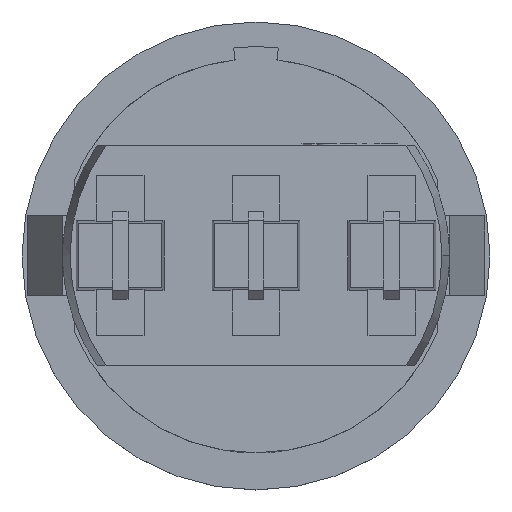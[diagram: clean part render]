
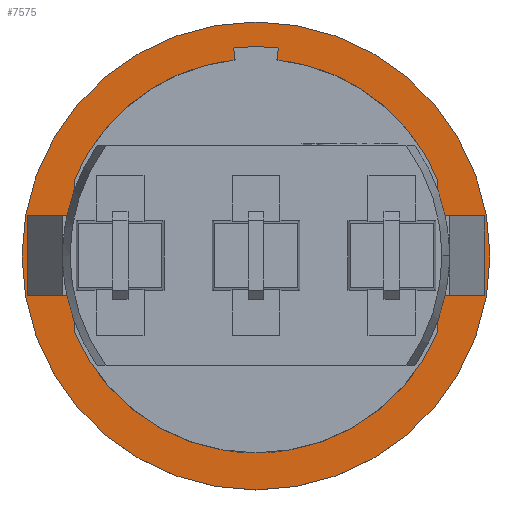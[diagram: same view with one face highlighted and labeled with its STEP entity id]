
A CAD part, top view. The second image highlights one B-rep face of the part: STEP entity #7575.
In plain terms, the highlighted planar face has unit normal (0, 0, 1).
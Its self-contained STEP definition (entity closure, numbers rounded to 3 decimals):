
#141 = AXIS2_PLACEMENT_3D ( 'NONE', #4213, #6714, #446 ) ;
#327 = VERTEX_POINT ( 'NONE', #6579 ) ;
#349 = CARTESIAN_POINT ( 'NONE',  ( 9.1, -2., -12.2 ) ) ;
#404 = CARTESIAN_POINT ( 'NONE',  ( 0., -11.7, -12.2 ) ) ;
#409 = VECTOR ( 'NONE', #8029, 1000. ) ;
#421 = CARTESIAN_POINT ( 'NONE',  ( 0., 0., -12.2 ) ) ;
#446 = DIRECTION ( 'NONE',  ( -1., 0., 0. ) ) ;
#482 = CARTESIAN_POINT ( 'NONE',  ( 0., 0., -12.2 ) ) ;
#612 = EDGE_CURVE ( 'NONE', #2421, #724, #6120, .T. ) ;
#637 = ORIENTED_EDGE ( 'NONE', *, *, #6021, .T. ) ;
#670 = AXIS2_PLACEMENT_3D ( 'NONE', #3304, #1480, #7054 ) ;
#724 = VERTEX_POINT ( 'NONE', #1377 ) ;
#757 = DIRECTION ( 'NONE',  ( 0., -1., 0. ) ) ;
#816 = VECTOR ( 'NONE', #6594, 1000. ) ;
#930 = VERTEX_POINT ( 'NONE', #2136 ) ;
#1069 = FACE_OUTER_BOUND ( 'NONE', #1886, .T. ) ;
#1086 = VERTEX_POINT ( 'NONE', #349 ) ;
#1111 = DIRECTION ( 'NONE',  ( 1., 0., 0. ) ) ;
#1288 = VERTEX_POINT ( 'NONE', #2371 ) ;
#1377 = CARTESIAN_POINT ( 'NONE',  ( -9.1, -2., -12.2 ) ) ;
#1396 = DIRECTION ( 'NONE',  ( 0., -1., 0. ) ) ;
#1467 = LINE ( 'NONE', #4584, #2799 ) ;
#1480 = DIRECTION ( 'NONE',  ( 0., 0., -1. ) ) ;
#1487 = ORIENTED_EDGE ( 'NONE', *, *, #7582, .T. ) ;
#1498 = CARTESIAN_POINT ( 'NONE',  ( 9.1, -3.77, -12.2 ) ) ;
#1555 = EDGE_CURVE ( 'NONE', #1753, #930, #5400, .T. ) ;
#1714 = LINE ( 'NONE', #5544, #4911 ) ;
#1753 = VERTEX_POINT ( 'NONE', #3339 ) ;
#1833 = CARTESIAN_POINT ( 'NONE',  ( 9.939, 2., -12.2 ) ) ;
#1886 = EDGE_LOOP ( 'NONE', ( #7271, #6400 ) ) ;
#1965 = ORIENTED_EDGE ( 'NONE', *, *, #5568, .T. ) ;
#2136 = CARTESIAN_POINT ( 'NONE',  ( -11.7, 0., -12.2 ) ) ;
#2154 = LINE ( 'NONE', #4092, #816 ) ;
#2323 = DIRECTION ( 'NONE',  ( 0., -1., 0. ) ) ;
#2371 = CARTESIAN_POINT ( 'NONE',  ( 9.1, 2., -12.2 ) ) ;
#2421 = VERTEX_POINT ( 'NONE', #3424 ) ;
#2450 = DIRECTION ( 'NONE',  ( 0., 1., 0. ) ) ;
#2519 = ORIENTED_EDGE ( 'NONE', *, *, #612, .T. ) ;
#2634 = VERTEX_POINT ( 'NONE', #5148 ) ;
#2780 = AXIS2_PLACEMENT_3D ( 'NONE', #421, #3647, #5588 ) ;
#2799 = VECTOR ( 'NONE', #757, 1000. ) ;
#2858 = FACE_BOUND ( 'NONE', #3666, .T. ) ;
#2977 = LINE ( 'NONE', #3550, #7029 ) ;
#3296 = ORIENTED_EDGE ( 'NONE', *, *, #4324, .F. ) ;
#3304 = CARTESIAN_POINT ( 'NONE',  ( 0., 0., -12.2 ) ) ;
#3339 = CARTESIAN_POINT ( 'NONE',  ( 11.7, 0., -12.2 ) ) ;
#3342 = CARTESIAN_POINT ( 'NONE',  ( -9.1, 2., -12.2 ) ) ;
#3424 = CARTESIAN_POINT ( 'NONE',  ( -9.1, -3.77, -12.2 ) ) ;
#3443 = DIRECTION ( 'NONE',  ( 1., 0., 0. ) ) ;
#3523 = LINE ( 'NONE', #6529, #3598 ) ;
#3550 = CARTESIAN_POINT ( 'NONE',  ( -9.1, -2., -12.2 ) ) ;
#3598 = VECTOR ( 'NONE', #3443, 1000. ) ;
#3647 = DIRECTION ( 'NONE',  ( 0., 0., 1. ) ) ;
#3666 = EDGE_LOOP ( 'NONE', ( #8074, #7895, #6769, #637, #1965, #2519, #1487, #7196, #3296, #5826, #5745, #7791 ) ) ;
#3682 = VECTOR ( 'NONE', #2450, 1000. ) ;
#3711 = AXIS2_PLACEMENT_3D ( 'NONE', #482, #4955, #1111 ) ;
#3737 = LINE ( 'NONE', #1833, #4903 ) ;
#3877 = CARTESIAN_POINT ( 'NONE',  ( 9.1, 3.77, -12.2 ) ) ;
#3910 = VERTEX_POINT ( 'NONE', #1498 ) ;
#4092 = CARTESIAN_POINT ( 'NONE',  ( -9.1, 2., -12.2 ) ) ;
#4213 = CARTESIAN_POINT ( 'NONE',  ( 0., 0., -12.2 ) ) ;
#4324 = EDGE_CURVE ( 'NONE', #8084, #2634, #2154, .T. ) ;
#4403 = CARTESIAN_POINT ( 'NONE',  ( -9.1, 3.77, -12.2 ) ) ;
#4453 = EDGE_CURVE ( 'NONE', #7469, #6894, #7914, .T. ) ;
#4480 = EDGE_CURVE ( 'NONE', #930, #1753, #4538, .T. ) ;
#4538 = CIRCLE ( 'NONE', #3711, 11.7 ) ;
#4584 = CARTESIAN_POINT ( 'NONE',  ( -9.939, 2., -12.2 ) ) ;
#4721 = PLANE ( 'NONE',  #7164 ) ;
#4841 = DIRECTION ( 'NONE',  ( 1., 0., 0. ) ) ;
#4903 = VECTOR ( 'NONE', #2323, 1000. ) ;
#4911 = VECTOR ( 'NONE', #8055, 1000. ) ;
#4955 = DIRECTION ( 'NONE',  ( 0., 0., 1. ) ) ;
#5044 = VERTEX_POINT ( 'NONE', #5302 ) ;
#5148 = CARTESIAN_POINT ( 'NONE',  ( -9.939, 2., -12.2 ) ) ;
#5154 = EDGE_CURVE ( 'NONE', #327, #6863, #3737, .T. ) ;
#5302 = CARTESIAN_POINT ( 'NONE',  ( -9.939, -2., -12.2 ) ) ;
#5400 = CIRCLE ( 'NONE', #2780, 11.7 ) ;
#5408 = LINE ( 'NONE', #7273, #7803 ) ;
#5494 = EDGE_CURVE ( 'NONE', #1288, #327, #6841, .T. ) ;
#5521 = CARTESIAN_POINT ( 'NONE',  ( 9.1, 2., -12.2 ) ) ;
#5544 = CARTESIAN_POINT ( 'NONE',  ( -9.1, 3.77, -12.2 ) ) ;
#5568 = EDGE_CURVE ( 'NONE', #3910, #2421, #5954, .T. ) ;
#5588 = DIRECTION ( 'NONE',  ( 1., 0., 0. ) ) ;
#5745 = ORIENTED_EDGE ( 'NONE', *, *, #4453, .T. ) ;
#5826 = ORIENTED_EDGE ( 'NONE', *, *, #6221, .T. ) ;
#5854 = LINE ( 'NONE', #3877, #7401 ) ;
#5951 = EDGE_CURVE ( 'NONE', #2634, #5044, #1467, .T. ) ;
#5954 = CIRCLE ( 'NONE', #670, 9.85 ) ;
#5992 = DIRECTION ( 'NONE',  ( -1., 0., 0. ) ) ;
#6021 = EDGE_CURVE ( 'NONE', #1086, #3910, #5854, .T. ) ;
#6028 = DIRECTION ( 'NONE',  ( 0., 0., 1. ) ) ;
#6120 = LINE ( 'NONE', #4403, #3682 ) ;
#6221 = EDGE_CURVE ( 'NONE', #8084, #7469, #1714, .T. ) ;
#6400 = ORIENTED_EDGE ( 'NONE', *, *, #4480, .T. ) ;
#6529 = CARTESIAN_POINT ( 'NONE',  ( 9.1, -2., -12.2 ) ) ;
#6562 = EDGE_CURVE ( 'NONE', #6894, #1288, #5408, .T. ) ;
#6579 = CARTESIAN_POINT ( 'NONE',  ( 9.939, 2., -12.2 ) ) ;
#6594 = DIRECTION ( 'NONE',  ( -1., 0., 0. ) ) ;
#6600 = EDGE_CURVE ( 'NONE', #1086, #6863, #3523, .T. ) ;
#6714 = DIRECTION ( 'NONE',  ( 0., 0., -1. ) ) ;
#6769 = ORIENTED_EDGE ( 'NONE', *, *, #6600, .F. ) ;
#6841 = LINE ( 'NONE', #5521, #409 ) ;
#6863 = VERTEX_POINT ( 'NONE', #7602 ) ;
#6894 = VERTEX_POINT ( 'NONE', #6989 ) ;
#6989 = CARTESIAN_POINT ( 'NONE',  ( 9.1, 3.77, -12.2 ) ) ;
#7029 = VECTOR ( 'NONE', #5992, 1000. ) ;
#7054 = DIRECTION ( 'NONE',  ( -1., 0., 0. ) ) ;
#7107 = DIRECTION ( 'NONE',  ( 0., -1., 0. ) ) ;
#7164 = AXIS2_PLACEMENT_3D ( 'NONE', #404, #6028, #4841 ) ;
#7196 = ORIENTED_EDGE ( 'NONE', *, *, #5951, .F. ) ;
#7271 = ORIENTED_EDGE ( 'NONE', *, *, #1555, .T. ) ;
#7273 = CARTESIAN_POINT ( 'NONE',  ( 9.1, 3.77, -12.2 ) ) ;
#7342 = CARTESIAN_POINT ( 'NONE',  ( -9.1, 3.77, -12.2 ) ) ;
#7401 = VECTOR ( 'NONE', #1396, 1000. ) ;
#7469 = VERTEX_POINT ( 'NONE', #7342 ) ;
#7575 = ADVANCED_FACE ( 'NONE', ( #2858, #1069 ), #4721, .T. ) ;
#7582 = EDGE_CURVE ( 'NONE', #724, #5044, #2977, .T. ) ;
#7602 = CARTESIAN_POINT ( 'NONE',  ( 9.939, -2., -12.2 ) ) ;
#7791 = ORIENTED_EDGE ( 'NONE', *, *, #6562, .T. ) ;
#7803 = VECTOR ( 'NONE', #7107, 1000. ) ;
#7895 = ORIENTED_EDGE ( 'NONE', *, *, #5154, .T. ) ;
#7914 = CIRCLE ( 'NONE', #141, 9.85 ) ;
#8029 = DIRECTION ( 'NONE',  ( 1., 0., 0. ) ) ;
#8055 = DIRECTION ( 'NONE',  ( 0., 1., 0. ) ) ;
#8074 = ORIENTED_EDGE ( 'NONE', *, *, #5494, .T. ) ;
#8084 = VERTEX_POINT ( 'NONE', #3342 ) ;
